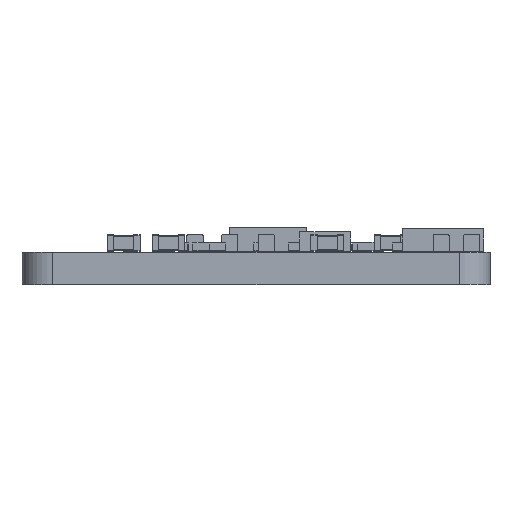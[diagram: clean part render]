
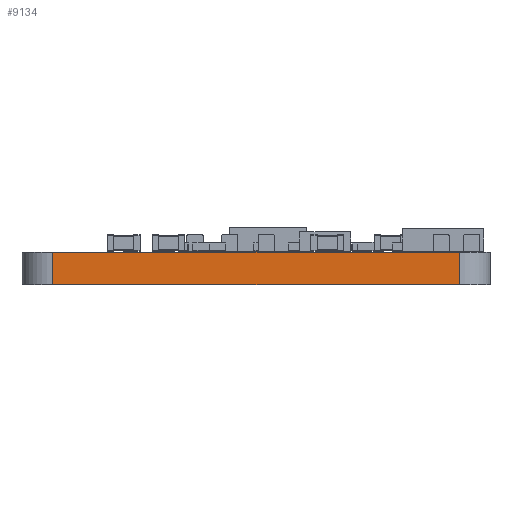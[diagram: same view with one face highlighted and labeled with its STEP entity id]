
A CAD part, left-side view. The second image highlights one B-rep face of the part: STEP entity #9134.
In plain terms, the highlighted planar face has unit normal (-1, 0, 0).
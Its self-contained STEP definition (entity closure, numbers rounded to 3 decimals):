
#6805 = PLANE('',#6806);
#6806 = AXIS2_PLACEMENT_3D('',#6807,#6808,#6809);
#6807 = CARTESIAN_POINT('',(95.,-160.,1.6));
#6808 = DIRECTION('',(0.,0.,1.));
#6809 = DIRECTION('',(1.,0.,-0.));
#6833 = CYLINDRICAL_SURFACE('',#6834,1.5);
#6834 = AXIS2_PLACEMENT_3D('',#6835,#6836,#6837);
#6835 = CARTESIAN_POINT('',(66.5,-150.,0.));
#6836 = DIRECTION('',(-0.,-0.,-1.));
#6837 = DIRECTION('',(1.,0.,-0.));
#6859 = PLANE('',#6860);
#6860 = AXIS2_PLACEMENT_3D('',#6861,#6862,#6863);
#6861 = CARTESIAN_POINT('',(95.,-160.,0.));
#6862 = DIRECTION('',(0.,0.,1.));
#6863 = DIRECTION('',(1.,0.,-0.));
#6954 = VERTEX_POINT('',#6955);
#6955 = CARTESIAN_POINT('',(65.,-150.,1.6));
#6977 = EDGE_CURVE('',#6978,#6954,#6980,.T.);
#6978 = VERTEX_POINT('',#6979);
#6979 = CARTESIAN_POINT('',(65.,-150.,0.));
#6980 = SURFACE_CURVE('',#6981,(#6985,#6992),.PCURVE_S1.);
#6981 = LINE('',#6982,#6983);
#6982 = CARTESIAN_POINT('',(65.,-150.,0.));
#6983 = VECTOR('',#6984,1.);
#6984 = DIRECTION('',(0.,0.,1.));
#6985 = PCURVE('',#6833,#6986);
#6986 = DEFINITIONAL_REPRESENTATION('',(#6987),#6991);
#6987 = LINE('',#6988,#6989);
#6988 = CARTESIAN_POINT('',(-3.142,0.));
#6989 = VECTOR('',#6990,1.);
#6990 = DIRECTION('',(-0.,-1.));
#6991 = ( GEOMETRIC_REPRESENTATION_CONTEXT(2) 
PARAMETRIC_REPRESENTATION_CONTEXT() REPRESENTATION_CONTEXT('2D SPACE',''
  ) );
#6992 = PCURVE('',#6993,#6998);
#6993 = PLANE('',#6994);
#6994 = AXIS2_PLACEMENT_3D('',#6995,#6996,#6997);
#6995 = CARTESIAN_POINT('',(65.,-150.,0.));
#6996 = DIRECTION('',(1.,0.,-0.));
#6997 = DIRECTION('',(0.,-1.,0.));
#6998 = DEFINITIONAL_REPRESENTATION('',(#6999),#7003);
#6999 = LINE('',#7000,#7001);
#7000 = CARTESIAN_POINT('',(0.,0.));
#7001 = VECTOR('',#7002,1.);
#7002 = DIRECTION('',(0.,-1.));
#7003 = ( GEOMETRIC_REPRESENTATION_CONTEXT(2) 
PARAMETRIC_REPRESENTATION_CONTEXT() REPRESENTATION_CONTEXT('2D SPACE',''
  ) );
#7032 = EDGE_CURVE('',#6978,#7033,#7035,.T.);
#7033 = VERTEX_POINT('',#7034);
#7034 = CARTESIAN_POINT('',(65.,-170.,0.));
#7035 = SURFACE_CURVE('',#7036,(#7040,#7047),.PCURVE_S1.);
#7036 = LINE('',#7037,#7038);
#7037 = CARTESIAN_POINT('',(65.,-150.,0.));
#7038 = VECTOR('',#7039,1.);
#7039 = DIRECTION('',(0.,-1.,0.));
#7040 = PCURVE('',#6859,#7041);
#7041 = DEFINITIONAL_REPRESENTATION('',(#7042),#7046);
#7042 = LINE('',#7043,#7044);
#7043 = CARTESIAN_POINT('',(-30.,10.));
#7044 = VECTOR('',#7045,1.);
#7045 = DIRECTION('',(0.,-1.));
#7046 = ( GEOMETRIC_REPRESENTATION_CONTEXT(2) 
PARAMETRIC_REPRESENTATION_CONTEXT() REPRESENTATION_CONTEXT('2D SPACE',''
  ) );
#7047 = PCURVE('',#6993,#7048);
#7048 = DEFINITIONAL_REPRESENTATION('',(#7049),#7053);
#7049 = LINE('',#7050,#7051);
#7050 = CARTESIAN_POINT('',(0.,0.));
#7051 = VECTOR('',#7052,1.);
#7052 = DIRECTION('',(1.,0.));
#7053 = ( GEOMETRIC_REPRESENTATION_CONTEXT(2) 
PARAMETRIC_REPRESENTATION_CONTEXT() REPRESENTATION_CONTEXT('2D SPACE',''
  ) );
#7072 = CYLINDRICAL_SURFACE('',#7073,1.5);
#7073 = AXIS2_PLACEMENT_3D('',#7074,#7075,#7076);
#7074 = CARTESIAN_POINT('',(66.5,-170.,0.));
#7075 = DIRECTION('',(-0.,-0.,-1.));
#7076 = DIRECTION('',(1.,0.,-0.));
#8160 = EDGE_CURVE('',#6954,#8161,#8163,.T.);
#8161 = VERTEX_POINT('',#8162);
#8162 = CARTESIAN_POINT('',(65.,-170.,1.6));
#8163 = SURFACE_CURVE('',#8164,(#8168,#8175),.PCURVE_S1.);
#8164 = LINE('',#8165,#8166);
#8165 = CARTESIAN_POINT('',(65.,-150.,1.6));
#8166 = VECTOR('',#8167,1.);
#8167 = DIRECTION('',(0.,-1.,0.));
#8168 = PCURVE('',#6805,#8169);
#8169 = DEFINITIONAL_REPRESENTATION('',(#8170),#8174);
#8170 = LINE('',#8171,#8172);
#8171 = CARTESIAN_POINT('',(-30.,10.));
#8172 = VECTOR('',#8173,1.);
#8173 = DIRECTION('',(0.,-1.));
#8174 = ( GEOMETRIC_REPRESENTATION_CONTEXT(2) 
PARAMETRIC_REPRESENTATION_CONTEXT() REPRESENTATION_CONTEXT('2D SPACE',''
  ) );
#8175 = PCURVE('',#6993,#8176);
#8176 = DEFINITIONAL_REPRESENTATION('',(#8177),#8181);
#8177 = LINE('',#8178,#8179);
#8178 = CARTESIAN_POINT('',(0.,-1.6));
#8179 = VECTOR('',#8180,1.);
#8180 = DIRECTION('',(1.,0.));
#8181 = ( GEOMETRIC_REPRESENTATION_CONTEXT(2) 
PARAMETRIC_REPRESENTATION_CONTEXT() REPRESENTATION_CONTEXT('2D SPACE',''
  ) );
#9134 = ADVANCED_FACE('',(#9135),#6993,.F.);
#9135 = FACE_BOUND('',#9136,.F.);
#9136 = EDGE_LOOP('',(#9137,#9138,#9139,#9160));
#9137 = ORIENTED_EDGE('',*,*,#6977,.T.);
#9138 = ORIENTED_EDGE('',*,*,#8160,.T.);
#9139 = ORIENTED_EDGE('',*,*,#9140,.F.);
#9140 = EDGE_CURVE('',#7033,#8161,#9141,.T.);
#9141 = SURFACE_CURVE('',#9142,(#9146,#9153),.PCURVE_S1.);
#9142 = LINE('',#9143,#9144);
#9143 = CARTESIAN_POINT('',(65.,-170.,0.));
#9144 = VECTOR('',#9145,1.);
#9145 = DIRECTION('',(0.,0.,1.));
#9146 = PCURVE('',#6993,#9147);
#9147 = DEFINITIONAL_REPRESENTATION('',(#9148),#9152);
#9148 = LINE('',#9149,#9150);
#9149 = CARTESIAN_POINT('',(20.,0.));
#9150 = VECTOR('',#9151,1.);
#9151 = DIRECTION('',(0.,-1.));
#9152 = ( GEOMETRIC_REPRESENTATION_CONTEXT(2) 
PARAMETRIC_REPRESENTATION_CONTEXT() REPRESENTATION_CONTEXT('2D SPACE',''
  ) );
#9153 = PCURVE('',#7072,#9154);
#9154 = DEFINITIONAL_REPRESENTATION('',(#9155),#9159);
#9155 = LINE('',#9156,#9157);
#9156 = CARTESIAN_POINT('',(-3.142,0.));
#9157 = VECTOR('',#9158,1.);
#9158 = DIRECTION('',(-0.,-1.));
#9159 = ( GEOMETRIC_REPRESENTATION_CONTEXT(2) 
PARAMETRIC_REPRESENTATION_CONTEXT() REPRESENTATION_CONTEXT('2D SPACE',''
  ) );
#9160 = ORIENTED_EDGE('',*,*,#7032,.F.);
